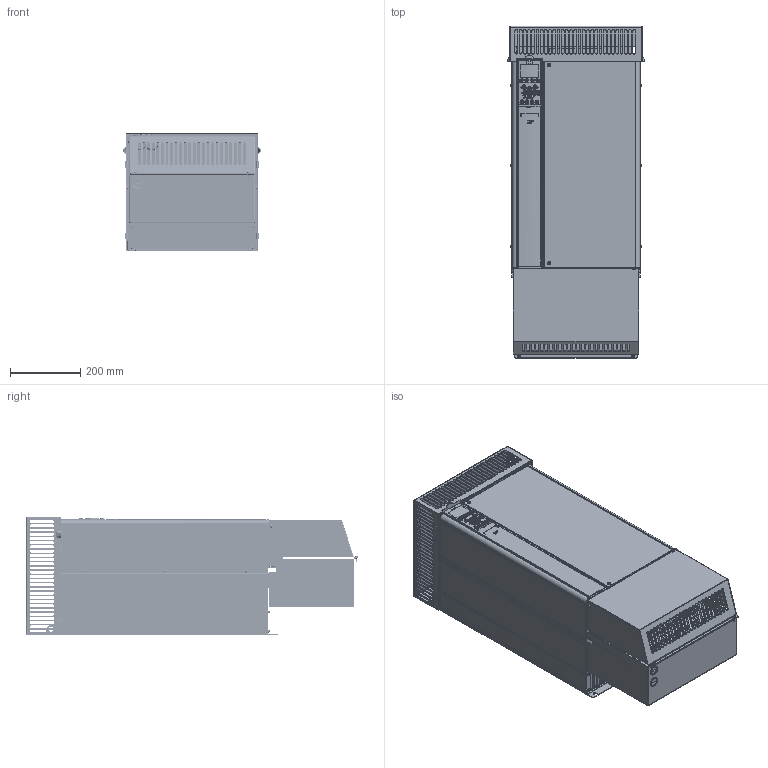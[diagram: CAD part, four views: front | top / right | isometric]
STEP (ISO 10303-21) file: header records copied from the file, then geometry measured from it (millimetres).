
FILE_DESCRIPTION((''),'2;1');
FILE_NAME('FC_C4_IP21','2019-09-19T',('U322080'),(''),'CREO PARAMETRIC BY PTC INC, 2018070','CREO PARAMETRIC BY PTC INC, 2018070','');
FILE_SCHEMA(('CONFIG_CONTROL_DESIGN'));
Products named in the file (1): FC_C4_IP21
Bounding box: 391.93 x 946.75 x 337 mm (x, y, z)
Surface area: 2949770 mm2 (no closed solid volume)
Topology: 0 solids, 36 shells, 6422 faces, 17977 edges, 11519 vertices
Faces by surface type: plane 3198, cylinder 2166, bspline 657, torus 145, cone 132, sphere 99, extrusion 25
Entity records: 279506 total; most frequent: CARTESIAN_POINT 85112, ORIENTED_EDGE 35658, DIRECTION 29131, EDGE_CURVE 17843, VERTEX_POINT 11509, VECTOR 10163, LINE 10138, AXIS2_PLACEMENT_3D 9484
